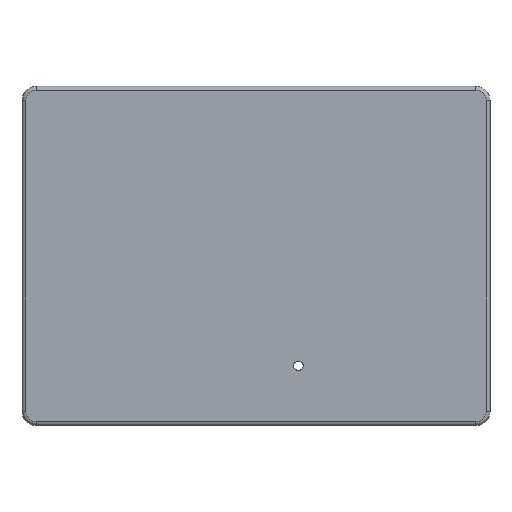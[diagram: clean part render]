
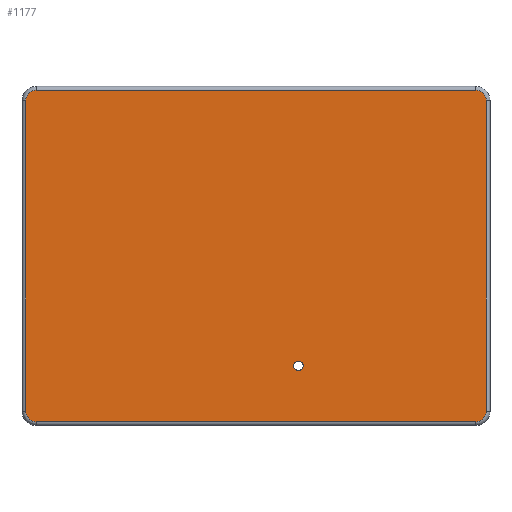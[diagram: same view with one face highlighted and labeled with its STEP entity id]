
A CAD part, top view. The second image highlights one B-rep face of the part: STEP entity #1177.
In plain terms, the highlighted planar face has unit normal (0, 0, 1).
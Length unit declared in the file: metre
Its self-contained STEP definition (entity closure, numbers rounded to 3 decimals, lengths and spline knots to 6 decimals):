
#62=CIRCLE('',#1279,0.001);
#63=CIRCLE('',#1280,0.0022);
#64=CIRCLE('',#1281,0.0022);
#65=CIRCLE('',#1282,0.0022);
#66=CIRCLE('',#1283,0.0022);
#202=ORIENTED_EDGE('',*,*,#534,.T.);
#203=ORIENTED_EDGE('',*,*,#535,.T.);
#204=ORIENTED_EDGE('',*,*,#536,.T.);
#205=ORIENTED_EDGE('',*,*,#537,.T.);
#206=ORIENTED_EDGE('',*,*,#538,.T.);
#207=ORIENTED_EDGE('',*,*,#539,.T.);
#208=ORIENTED_EDGE('',*,*,#540,.T.);
#209=ORIENTED_EDGE('',*,*,#541,.T.);
#210=ORIENTED_EDGE('',*,*,#542,.T.);
#534=EDGE_CURVE('',#694,#694,#62,.T.);
#535=EDGE_CURVE('',#695,#696,#802,.F.);
#536=EDGE_CURVE('',#696,#697,#63,.T.);
#537=EDGE_CURVE('',#697,#698,#803,.T.);
#538=EDGE_CURVE('',#698,#699,#64,.T.);
#539=EDGE_CURVE('',#699,#700,#804,.T.);
#540=EDGE_CURVE('',#700,#701,#65,.T.);
#541=EDGE_CURVE('',#701,#702,#805,.F.);
#542=EDGE_CURVE('',#702,#695,#66,.T.);
#694=VERTEX_POINT('',#1923);
#695=VERTEX_POINT('',#1925);
#696=VERTEX_POINT('',#1926);
#697=VERTEX_POINT('',#1928);
#698=VERTEX_POINT('',#1930);
#699=VERTEX_POINT('',#1932);
#700=VERTEX_POINT('',#1934);
#701=VERTEX_POINT('',#1936);
#702=VERTEX_POINT('',#1938);
#802=LINE('',#1924,#918);
#803=LINE('',#1929,#919);
#804=LINE('',#1933,#920);
#805=LINE('',#1937,#921);
#918=VECTOR('',#1513,1.);
#919=VECTOR('',#1516,1.);
#920=VECTOR('',#1519,1.);
#921=VECTOR('',#1522,1.);
#980=EDGE_LOOP('',(#202));
#981=EDGE_LOOP('',(#203,#204,#205,#206,#207,#208,#209,#210));
#1062=FACE_BOUND('',#980,.T.);
#1063=FACE_BOUND('',#981,.T.);
#1139=PLANE('',#1278);
#1177=ADVANCED_FACE('',(#1062,#1063),#1139,.T.);
#1278=AXIS2_PLACEMENT_3D('',#1921,#1509,#1510);
#1279=AXIS2_PLACEMENT_3D('',#1922,#1511,#1512);
#1280=AXIS2_PLACEMENT_3D('',#1927,#1514,#1515);
#1281=AXIS2_PLACEMENT_3D('',#1931,#1517,#1518);
#1282=AXIS2_PLACEMENT_3D('',#1935,#1520,#1521);
#1283=AXIS2_PLACEMENT_3D('',#1939,#1523,#1524);
#1509=DIRECTION('',(0.,0.,1.));
#1510=DIRECTION('',(1.,0.,0.));
#1511=DIRECTION('',(0.,0.,-1.));
#1512=DIRECTION('',(-1.,0.,0.));
#1513=DIRECTION('',(1.,0.,0.));
#1514=DIRECTION('',(0.,0.,1.));
#1515=DIRECTION('',(1.,0.,0.));
#1516=DIRECTION('',(0.,-1.,0.));
#1517=DIRECTION('',(0.,0.,1.));
#1518=DIRECTION('',(1.,0.,0.));
#1519=DIRECTION('',(1.,0.,0.));
#1520=DIRECTION('',(0.,0.,1.));
#1521=DIRECTION('',(1.,0.,0.));
#1522=DIRECTION('',(0.,-1.,0.));
#1523=DIRECTION('',(0.,0.,1.));
#1524=DIRECTION('',(1.,0.,0.));
#1921=CARTESIAN_POINT('',(0.,-0.003457,0.0125));
#1922=CARTESIAN_POINT('',(0.00889,-0.026457,0.0125));
#1923=CARTESIAN_POINT('',(0.00789,-0.026457,0.0125));
#1924=CARTESIAN_POINT('',(0.,0.031243,0.0125));
#1925=CARTESIAN_POINT('',(0.046,0.031243,0.0125));
#1926=CARTESIAN_POINT('',(-0.046,0.031243,0.0125));
#1927=CARTESIAN_POINT('',(-0.046,0.029043,0.0125));
#1928=CARTESIAN_POINT('',(-0.0482,0.029043,0.0125));
#1929=CARTESIAN_POINT('',(-0.0482,-0.035957,0.0125));
#1930=CARTESIAN_POINT('',(-0.0482,-0.035957,0.0125));
#1931=CARTESIAN_POINT('',(-0.046,-0.035957,0.0125));
#1932=CARTESIAN_POINT('',(-0.046,-0.038157,0.0125));
#1933=CARTESIAN_POINT('',(0.046,-0.038157,0.0125));
#1934=CARTESIAN_POINT('',(0.046,-0.038157,0.0125));
#1935=CARTESIAN_POINT('',(0.046,-0.035957,0.0125));
#1936=CARTESIAN_POINT('',(0.0482,-0.035957,0.0125));
#1937=CARTESIAN_POINT('',(0.0482,-0.003457,0.0125));
#1938=CARTESIAN_POINT('',(0.0482,0.029043,0.0125));
#1939=CARTESIAN_POINT('',(0.046,0.029043,0.0125));
